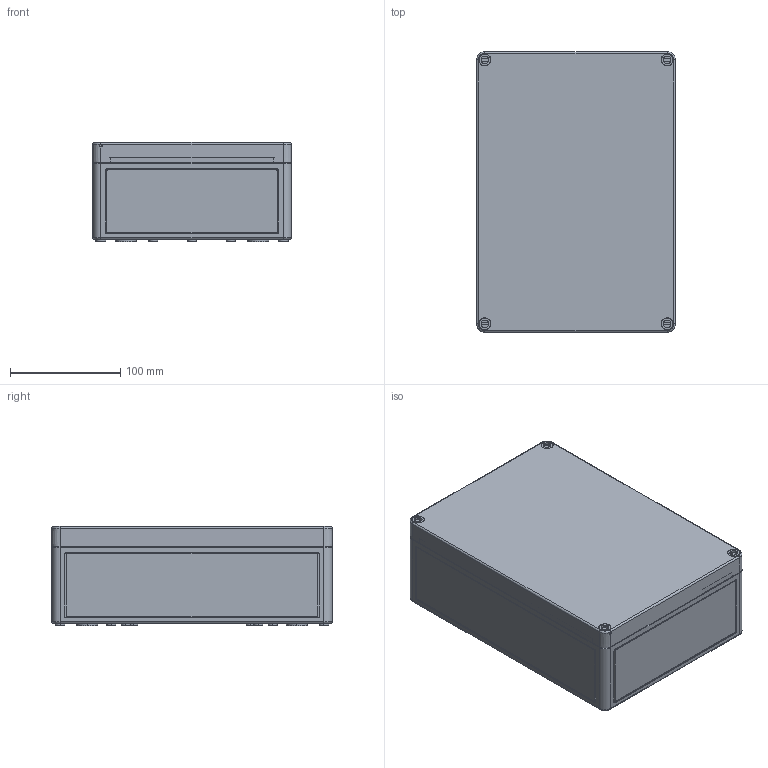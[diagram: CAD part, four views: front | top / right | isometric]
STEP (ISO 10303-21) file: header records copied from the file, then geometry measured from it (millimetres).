
FILE_DESCRIPTION (( 'STEP AP203' ), '1' );
FILE_NAME ('60182512.step', '2014-12-03T14:59:53', ( 'Windows-Benutzer' ), ( '' ), 'SwSTEP 2.0', 'SolidWorks 2014', '' );
FILE_SCHEMA (( 'CONFIG_CONTROL_DESIGN' ));
Length unit declared in the file: millimetre
Products named in the file (4): Kasten_TK2518-o60182512; Deckel_TK2518-9-t60182512; Schraube_TK34mm-schwarz60182512; 60182512
Assembly tree (6 placements, depth 2):
  60182512
    Kasten_TK2518-o60182512
    Deckel_TK2518-9-t60182512
    Schraube_TK34mm-schwarz60182512  x4
Bounding box: 180 x 254 x 89.7 mm (x, y, z)
Volume: 561919.4 mm3; surface area: 358712.7 mm2
Topology: 6 solids, 6 shells, 807 faces, 2034 edges, 1328 vertices
Faces by surface type: plane 411, cylinder 316, cone 64, torus 16
Entity records: 21064 total; most frequent: DIRECTION 3734, CARTESIAN_POINT 3656, ORIENTED_EDGE 3408, EDGE_CURVE 1704, AXIS2_PLACEMENT_3D 1370, VERTEX_POINT 1112, LINE 994, VECTOR 994
